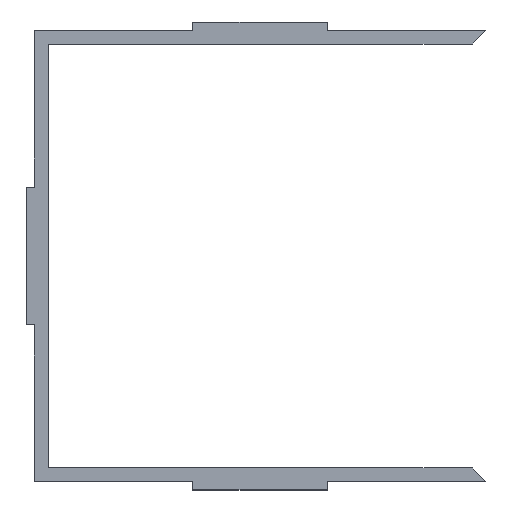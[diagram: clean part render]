
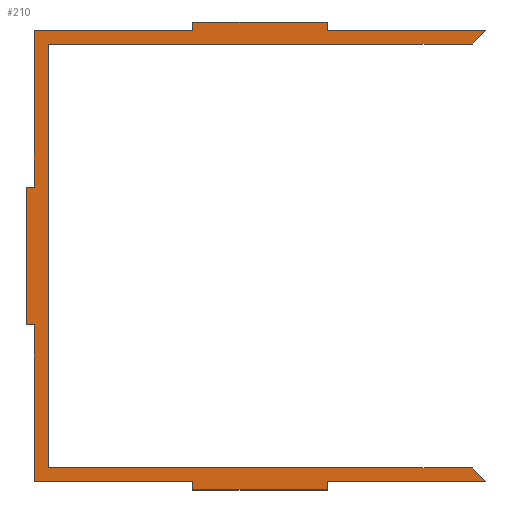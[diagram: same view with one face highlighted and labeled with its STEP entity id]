
A CAD part, top view. The second image highlights one B-rep face of the part: STEP entity #210.
In plain terms, the highlighted planar face has unit normal (0, 0, 1).
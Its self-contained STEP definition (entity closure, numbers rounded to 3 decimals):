
#27=CARTESIAN_POINT('',(-0.,79.493,147.));
#28=DIRECTION('',(0.,0.,1.));
#29=DIRECTION('',(1.,0.,0.));
#30=AXIS2_PLACEMENT_3D('',#27,#28,#29);
#31=PLANE('',#30);
#32=CARTESIAN_POINT('',(81.986,81.993,147.));
#33=VERTEX_POINT('',#32);
#34=CARTESIAN_POINT('',(76.993,77.,147.));
#35=VERTEX_POINT('',#34);
#36=CARTESIAN_POINT('',(81.986,81.993,147.));
#37=DIRECTION('',(-0.707,-0.707,-0.));
#38=VECTOR('',#37,7.061);
#39=LINE('',#36,#38);
#40=EDGE_CURVE('',#33,#35,#39,.T.);
#41=ORIENTED_EDGE('',*,*,#40,.F.);
#42=CARTESIAN_POINT('',(24.5,81.993,147.));
#43=VERTEX_POINT('',#42);
#44=CARTESIAN_POINT('',(24.5,81.993,147.));
#45=DIRECTION('',(1.,0.,0.));
#46=VECTOR('',#45,57.486);
#47=LINE('',#44,#46);
#48=EDGE_CURVE('',#43,#33,#47,.T.);
#49=ORIENTED_EDGE('',*,*,#48,.F.);
#50=CARTESIAN_POINT('',(24.5,84.993,147.));
#51=VERTEX_POINT('',#50);
#52=CARTESIAN_POINT('',(24.5,81.993,147.));
#53=DIRECTION('',(-0.,1.,0.));
#54=VECTOR('',#53,3.);
#55=LINE('',#52,#54);
#56=EDGE_CURVE('',#43,#51,#55,.T.);
#57=ORIENTED_EDGE('',*,*,#56,.T.);
#58=CARTESIAN_POINT('',(-24.5,84.993,147.));
#59=VERTEX_POINT('',#58);
#60=CARTESIAN_POINT('',(24.5,84.993,147.));
#61=DIRECTION('',(-1.,-0.,0.));
#62=VECTOR('',#61,49.);
#63=LINE('',#60,#62);
#64=EDGE_CURVE('',#51,#59,#63,.T.);
#65=ORIENTED_EDGE('',*,*,#64,.T.);
#66=CARTESIAN_POINT('',(-24.5,81.993,147.));
#67=VERTEX_POINT('',#66);
#68=CARTESIAN_POINT('',(-24.5,81.993,147.));
#69=DIRECTION('',(-0.,1.,0.));
#70=VECTOR('',#69,3.);
#71=LINE('',#68,#70);
#72=EDGE_CURVE('',#67,#59,#71,.T.);
#73=ORIENTED_EDGE('',*,*,#72,.F.);
#74=CARTESIAN_POINT('',(-81.993,81.993,147.));
#75=VERTEX_POINT('',#74);
#76=CARTESIAN_POINT('',(-81.993,81.993,147.));
#77=DIRECTION('',(1.,0.,0.));
#78=VECTOR('',#77,57.493);
#79=LINE('',#76,#78);
#80=EDGE_CURVE('',#75,#67,#79,.T.);
#81=ORIENTED_EDGE('',*,*,#80,.F.);
#82=CARTESIAN_POINT('',(-81.993,25.,147.));
#83=VERTEX_POINT('',#82);
#84=CARTESIAN_POINT('',(-81.993,25.,147.));
#85=DIRECTION('',(-0.,1.,0.));
#86=VECTOR('',#85,56.993);
#87=LINE('',#84,#86);
#88=EDGE_CURVE('',#83,#75,#87,.T.);
#89=ORIENTED_EDGE('',*,*,#88,.F.);
#90=CARTESIAN_POINT('',(-84.993,25.,147.));
#91=VERTEX_POINT('',#90);
#92=CARTESIAN_POINT('',(-81.993,25.,147.));
#93=DIRECTION('',(-1.,0.,0.));
#94=VECTOR('',#93,3.);
#95=LINE('',#92,#94);
#96=EDGE_CURVE('',#83,#91,#95,.T.);
#97=ORIENTED_EDGE('',*,*,#96,.T.);
#98=CARTESIAN_POINT('',(-84.993,-25.,147.));
#99=VERTEX_POINT('',#98);
#100=CARTESIAN_POINT('',(-84.993,25.,147.));
#101=DIRECTION('',(-0.,-1.,0.));
#102=VECTOR('',#101,50.);
#103=LINE('',#100,#102);
#104=EDGE_CURVE('',#91,#99,#103,.T.);
#105=ORIENTED_EDGE('',*,*,#104,.T.);
#106=CARTESIAN_POINT('',(-81.993,-25.,147.));
#107=VERTEX_POINT('',#106);
#108=CARTESIAN_POINT('',(-81.993,-25.,147.));
#109=DIRECTION('',(-1.,0.,0.));
#110=VECTOR('',#109,3.);
#111=LINE('',#108,#110);
#112=EDGE_CURVE('',#107,#99,#111,.T.);
#113=ORIENTED_EDGE('',*,*,#112,.F.);
#114=CARTESIAN_POINT('',(-81.993,-81.993,147.));
#115=VERTEX_POINT('',#114);
#116=CARTESIAN_POINT('',(-81.993,-81.993,147.));
#117=DIRECTION('',(-0.,1.,0.));
#118=VECTOR('',#117,56.993);
#119=LINE('',#116,#118);
#120=EDGE_CURVE('',#115,#107,#119,.T.);
#121=ORIENTED_EDGE('',*,*,#120,.F.);
#122=CARTESIAN_POINT('',(-24.5,-81.993,147.));
#123=VERTEX_POINT('',#122);
#124=CARTESIAN_POINT('',(-24.5,-81.993,147.));
#125=DIRECTION('',(-1.,-0.,0.));
#126=VECTOR('',#125,57.493);
#127=LINE('',#124,#126);
#128=EDGE_CURVE('',#123,#115,#127,.T.);
#129=ORIENTED_EDGE('',*,*,#128,.F.);
#130=CARTESIAN_POINT('',(-24.5,-84.993,147.));
#131=VERTEX_POINT('',#130);
#132=CARTESIAN_POINT('',(-24.5,-81.993,147.));
#133=DIRECTION('',(0.,-1.,0.));
#134=VECTOR('',#133,3.);
#135=LINE('',#132,#134);
#136=EDGE_CURVE('',#123,#131,#135,.T.);
#137=ORIENTED_EDGE('',*,*,#136,.T.);
#138=CARTESIAN_POINT('',(24.5,-84.993,147.));
#139=VERTEX_POINT('',#138);
#140=CARTESIAN_POINT('',(-24.5,-84.993,147.));
#141=DIRECTION('',(1.,0.,0.));
#142=VECTOR('',#141,49.);
#143=LINE('',#140,#142);
#144=EDGE_CURVE('',#131,#139,#143,.T.);
#145=ORIENTED_EDGE('',*,*,#144,.T.);
#146=CARTESIAN_POINT('',(24.5,-81.993,147.));
#147=VERTEX_POINT('',#146);
#148=CARTESIAN_POINT('',(24.5,-81.993,147.));
#149=DIRECTION('',(0.,-1.,0.));
#150=VECTOR('',#149,3.);
#151=LINE('',#148,#150);
#152=EDGE_CURVE('',#147,#139,#151,.T.);
#153=ORIENTED_EDGE('',*,*,#152,.F.);
#154=CARTESIAN_POINT('',(81.986,-81.993,147.));
#155=VERTEX_POINT('',#154);
#156=CARTESIAN_POINT('',(81.986,-81.993,147.));
#157=DIRECTION('',(-1.,-0.,0.));
#158=VECTOR('',#157,57.486);
#159=LINE('',#156,#158);
#160=EDGE_CURVE('',#155,#147,#159,.T.);
#161=ORIENTED_EDGE('',*,*,#160,.F.);
#162=CARTESIAN_POINT('',(76.993,-77.,147.));
#163=VERTEX_POINT('',#162);
#164=CARTESIAN_POINT('',(76.993,-77.,147.));
#165=DIRECTION('',(0.707,-0.707,-0.));
#166=VECTOR('',#165,7.061);
#167=LINE('',#164,#166);
#168=EDGE_CURVE('',#163,#155,#167,.T.);
#169=ORIENTED_EDGE('',*,*,#168,.F.);
#170=CARTESIAN_POINT('',(76.993,-76.993,147.));
#171=VERTEX_POINT('',#170);
#172=CARTESIAN_POINT('',(76.993,-77.,147.));
#173=DIRECTION('',(-0.,1.,0.));
#174=VECTOR('',#173,0.007);
#175=LINE('',#172,#174);
#176=EDGE_CURVE('',#163,#171,#175,.T.);
#177=ORIENTED_EDGE('',*,*,#176,.T.);
#178=CARTESIAN_POINT('',(-76.993,-76.993,147.));
#179=VERTEX_POINT('',#178);
#180=CARTESIAN_POINT('',(-76.993,-76.993,147.));
#181=DIRECTION('',(1.,0.,0.));
#182=VECTOR('',#181,153.986);
#183=LINE('',#180,#182);
#184=EDGE_CURVE('',#179,#171,#183,.T.);
#185=ORIENTED_EDGE('',*,*,#184,.F.);
#186=CARTESIAN_POINT('',(-76.993,76.993,147.));
#187=VERTEX_POINT('',#186);
#188=CARTESIAN_POINT('',(-76.993,76.993,147.));
#189=DIRECTION('',(0.,-1.,0.));
#190=VECTOR('',#189,153.986);
#191=LINE('',#188,#190);
#192=EDGE_CURVE('',#187,#179,#191,.T.);
#193=ORIENTED_EDGE('',*,*,#192,.F.);
#194=CARTESIAN_POINT('',(76.993,76.993,147.));
#195=VERTEX_POINT('',#194);
#196=CARTESIAN_POINT('',(76.993,76.993,147.));
#197=DIRECTION('',(-1.,-0.,0.));
#198=VECTOR('',#197,153.986);
#199=LINE('',#196,#198);
#200=EDGE_CURVE('',#195,#187,#199,.T.);
#201=ORIENTED_EDGE('',*,*,#200,.F.);
#202=CARTESIAN_POINT('',(76.993,76.993,147.));
#203=DIRECTION('',(-0.,1.,0.));
#204=VECTOR('',#203,0.007);
#205=LINE('',#202,#204);
#206=EDGE_CURVE('',#195,#35,#205,.T.);
#207=ORIENTED_EDGE('',*,*,#206,.T.);
#208=EDGE_LOOP('',(#41,#49,#57,#65,#73,#81,#89,#97,#105,#113,#121,#129,#137,#145,#153,#161,#169,#177,#185,#193,#201,#207));
#209=FACE_BOUND('',#208,.T.);
#210=ADVANCED_FACE('',(#209),#31,.T.);
